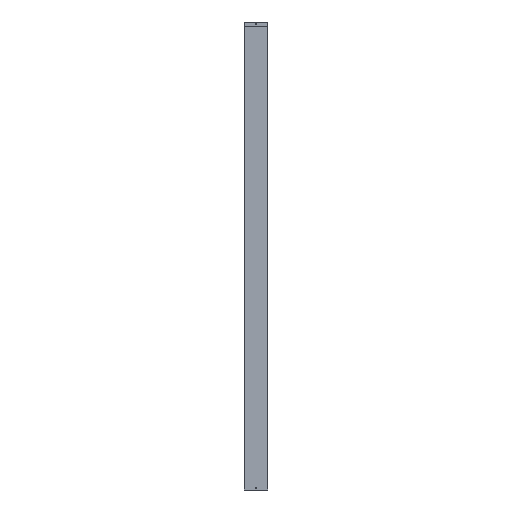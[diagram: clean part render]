
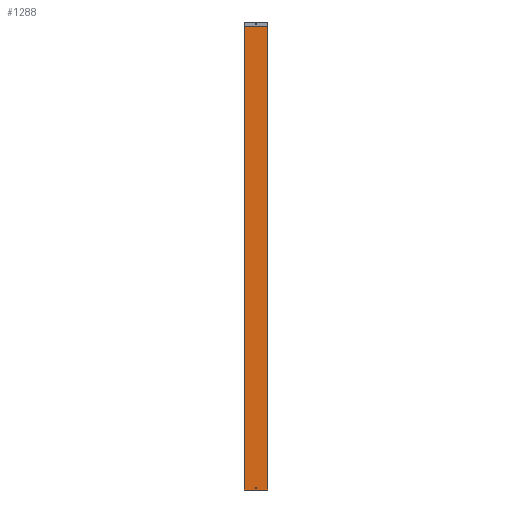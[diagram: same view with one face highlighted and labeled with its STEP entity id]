
A CAD part, front view. The second image highlights one B-rep face of the part: STEP entity #1288.
In plain terms, the highlighted planar face has unit normal (0, -1, 0).
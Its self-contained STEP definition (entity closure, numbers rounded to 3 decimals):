
#11 = EDGE_LOOP ( 'NONE', ( #1430, #1431, #1432, #1433 ) ) ;
#61 = EDGE_LOOP ( 'NONE', ( #1429 ) ) ;
#92 = VERTEX_POINT ( 'NONE', #1226 ) ;
#98 = VERTEX_POINT ( 'NONE', #1218 ) ;
#135 = VERTEX_POINT ( 'NONE', #1185 ) ;
#145 = VERTEX_POINT ( 'NONE', #1175 ) ;
#293 = LINE ( 'NONE', #1001, #295 ) ;
#295 = VECTOR ( 'NONE', #1000, 1000. ) ;
#298 = CIRCLE ( 'NONE', #826, 3.5 ) ;
#300 = LINE ( 'NONE', #989, #302 ) ;
#301 = LINE ( 'NONE', #991, #303 ) ;
#302 = VECTOR ( 'NONE', #981, 1000. ) ;
#303 = VECTOR ( 'NONE', #982, 1000. ) ;
#418 = LINE ( 'NONE', #1880, #420 ) ;
#420 = VECTOR ( 'NONE', #1878, 1000. ) ;
#434 = FACE_BOUND ( 'NONE', #61, .T. ) ;
#437 = FACE_OUTER_BOUND ( 'NONE', #11, .T. ) ;
#519 = VERTEX_POINT ( 'NONE', #1367 ) ;
#666 = EDGE_CURVE ( 'NONE', #98, #92, #293, .T. ) ;
#669 = EDGE_CURVE ( 'NONE', #519, #519, #298, .T. ) ;
#670 = EDGE_CURVE ( 'NONE', #98, #145, #301, .T. ) ;
#671 = EDGE_CURVE ( 'NONE', #92, #135, #300, .T. ) ;
#795 = AXIS2_PLACEMENT_3D ( 'NONE', #1814, #1801, #1800 ) ;
#826 = AXIS2_PLACEMENT_3D ( 'NONE', #985, #984, #983 ) ;
#851 = EDGE_CURVE ( 'NONE', #145, #135, #418, .T. ) ;
#981 = DIRECTION ( 'NONE',  ( 1., 0., 0. ) ) ;
#982 = DIRECTION ( 'NONE',  ( 1., 0., 0. ) ) ;
#983 = DIRECTION ( 'NONE',  ( 0., 0., 1. ) ) ;
#984 = DIRECTION ( 'NONE',  ( 0., -1., 0. ) ) ;
#985 = CARTESIAN_POINT ( 'NONE',  ( 0., 0., 15. ) ) ;
#989 = CARTESIAN_POINT ( 'NONE',  ( -75., 0., 0. ) ) ;
#991 = CARTESIAN_POINT ( 'NONE',  ( -75., 0., 2968. ) ) ;
#1000 = DIRECTION ( 'NONE',  ( 0., 0., -1. ) ) ;
#1001 = CARTESIAN_POINT ( 'NONE',  ( -75., 0., 2969. ) ) ;
#1175 = CARTESIAN_POINT ( 'NONE',  ( 75., 0., 2968. ) ) ;
#1185 = CARTESIAN_POINT ( 'NONE',  ( 75., 0., 0. ) ) ;
#1218 = CARTESIAN_POINT ( 'NONE',  ( -75., 0., 2968. ) ) ;
#1226 = CARTESIAN_POINT ( 'NONE',  ( -75., 0., 0. ) ) ;
#1288 = ADVANCED_FACE ( 'NONE', ( #434, #437 ), #1810, .F. ) ;
#1367 = CARTESIAN_POINT ( 'NONE',  ( 0., 0., 18.5 ) ) ;
#1429 = ORIENTED_EDGE ( 'NONE', *, *, #669, .F. ) ;
#1430 = ORIENTED_EDGE ( 'NONE', *, *, #851, .F. ) ;
#1431 = ORIENTED_EDGE ( 'NONE', *, *, #670, .F. ) ;
#1432 = ORIENTED_EDGE ( 'NONE', *, *, #666, .T. ) ;
#1433 = ORIENTED_EDGE ( 'NONE', *, *, #671, .T. ) ;
#1800 = DIRECTION ( 'NONE',  ( 0., 0., 1. ) ) ;
#1801 = DIRECTION ( 'NONE',  ( 0., 1., 0. ) ) ;
#1810 = PLANE ( 'NONE',  #795 ) ;
#1814 = CARTESIAN_POINT ( 'NONE',  ( -75., 0., 2969. ) ) ;
#1878 = DIRECTION ( 'NONE',  ( 0., 0., -1. ) ) ;
#1880 = CARTESIAN_POINT ( 'NONE',  ( 75., 0., 2969. ) ) ;
